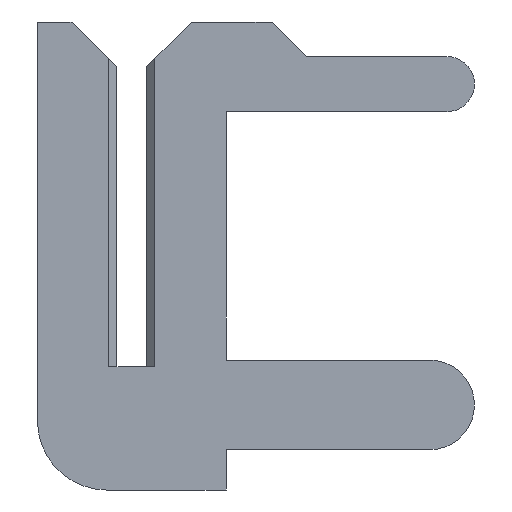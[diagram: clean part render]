
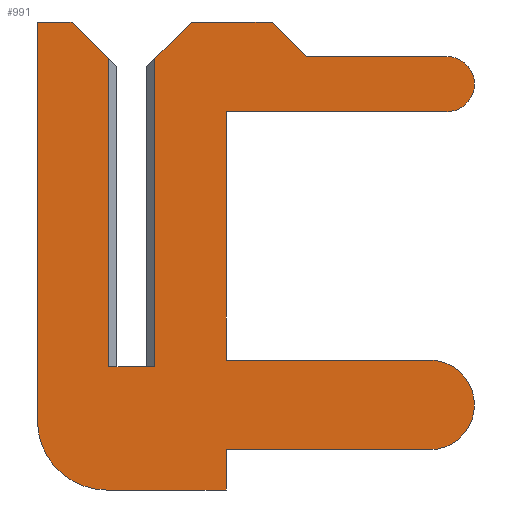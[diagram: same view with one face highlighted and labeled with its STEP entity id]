
A CAD part, left-side view. The second image highlights one B-rep face of the part: STEP entity #991.
In plain terms, the highlighted planar face has unit normal (-1, 0, 0).
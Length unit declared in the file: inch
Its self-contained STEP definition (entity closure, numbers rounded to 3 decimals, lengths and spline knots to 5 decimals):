
#2 = VECTOR ( 'NONE', #1241, 39.37008 ) ;
#8 = CARTESIAN_POINT ( 'NONE',  ( -0.01, 0.041, 0.15 ) ) ;
#9 = ORIENTED_EDGE ( 'NONE', *, *, #264, .F. ) ;
#19 = EDGE_CURVE ( 'NONE', #1434, #400, #1022, .T. ) ;
#29 = VERTEX_POINT ( 'NONE', #986 ) ;
#48 = VERTEX_POINT ( 'NONE', #66 ) ;
#49 = DIRECTION ( 'NONE',  ( 0., 0., -1. ) ) ;
#50 = EDGE_CURVE ( 'NONE', #48, #808, #629, .T. ) ;
#66 = CARTESIAN_POINT ( 'NONE',  ( -0.01, -0.041, -0.0535 ) ) ;
#70 = ORIENTED_EDGE ( 'NONE', *, *, #1365, .F. ) ;
#81 = EDGE_CURVE ( 'NONE', #578, #692, #259, .T. ) ;
#85 = ORIENTED_EDGE ( 'NONE', *, *, #436, .T. ) ;
#104 = CARTESIAN_POINT ( 'NONE',  ( -0.01, -0.01, 0.134 ) ) ;
#120 = CARTESIAN_POINT ( 'NONE',  ( -0.01, -0.026, 0.15 ) ) ;
#133 = DIRECTION ( 'NONE',  ( 0., 0., 1. ) ) ;
#139 = VERTEX_POINT ( 'NONE', #890 ) ;
#140 = CARTESIAN_POINT ( 'NONE',  ( -0.01, -0.137, 0.123 ) ) ;
#152 = ORIENTED_EDGE ( 'NONE', *, *, #499, .F. ) ;
#155 = DIRECTION ( 'NONE',  ( 1., 0., 0. ) ) ;
#157 = CARTESIAN_POINT ( 'NONE',  ( -0.01, 0.01, 0. ) ) ;
#161 = DIRECTION ( 'NONE',  ( 0., -0.707, -0.707 ) ) ;
#171 = CIRCLE ( 'NONE', #252, 0.012 ) ;
#175 = VERTEX_POINT ( 'NONE', #104 ) ;
#181 = LINE ( 'NONE', #686, #1355 ) ;
#183 = DIRECTION ( 'NONE',  ( 0., -1., 0. ) ) ;
#201 = CARTESIAN_POINT ( 'NONE',  ( -0.01, -0.137, 0.135 ) ) ;
#230 = CIRCLE ( 'NONE', #766, 0.03 ) ;
#234 = CARTESIAN_POINT ( 'NONE',  ( -0.01, -0.076, 0.135 ) ) ;
#250 = CARTESIAN_POINT ( 'NONE',  ( -0.01, 0.01, -0.0235 ) ) ;
#252 = AXIS2_PLACEMENT_3D ( 'NONE', #140, #155, #950 ) ;
#256 = CARTESIAN_POINT ( 'NONE',  ( -0.01, -0.041, -0.036 ) ) ;
#257 = VECTOR ( 'NONE', #470, 39.37008 ) ;
#258 = DIRECTION ( 'NONE',  ( -1., 0., 0. ) ) ;
#259 = LINE ( 'NONE', #1232, #882 ) ;
#264 = EDGE_CURVE ( 'NONE', #968, #578, #1258, .T. ) ;
#272 = ORIENTED_EDGE ( 'NONE', *, *, #19, .F. ) ;
#277 = VECTOR ( 'NONE', #1190, 39.37008 ) ;
#298 = LINE ( 'NONE', #1153, #682 ) ;
#308 = FACE_OUTER_BOUND ( 'NONE', #886, .T. ) ;
#309 = CARTESIAN_POINT ( 'NONE',  ( -0.01, -0.076, 0.135 ) ) ;
#319 = EDGE_CURVE ( 'NONE', #400, #1391, #1154, .T. ) ;
#359 = CARTESIAN_POINT ( 'NONE',  ( -0.01, 0.011, -0.0535 ) ) ;
#364 = CARTESIAN_POINT ( 'NONE',  ( -0.01, -0.041, -0.036 ) ) ;
#369 = ORIENTED_EDGE ( 'NONE', *, *, #1436, .F. ) ;
#394 = CARTESIAN_POINT ( 'NONE',  ( -0.01, 0.011, -0.0235 ) ) ;
#395 = ORIENTED_EDGE ( 'NONE', *, *, #81, .F. ) ;
#400 = VERTEX_POINT ( 'NONE', #924 ) ;
#411 = ORIENTED_EDGE ( 'NONE', *, *, #827, .F. ) ;
#412 = DIRECTION ( 'NONE',  ( 0., 0., 1. ) ) ;
#413 = EDGE_CURVE ( 'NONE', #175, #29, #1024, .T. ) ;
#422 = ORIENTED_EDGE ( 'NONE', *, *, #754, .F. ) ;
#426 = ORIENTED_EDGE ( 'NONE', *, *, #50, .F. ) ;
#436 = EDGE_CURVE ( 'NONE', #175, #623, #298, .T. ) ;
#447 = ORIENTED_EDGE ( 'NONE', *, *, #1112, .F. ) ;
#452 = ORIENTED_EDGE ( 'NONE', *, *, #319, .F. ) ;
#459 = DIRECTION ( 'NONE',  ( 0., 1., 0. ) ) ;
#465 = DIRECTION ( 'NONE',  ( 0., 0., -1. ) ) ;
#470 = DIRECTION ( 'NONE',  ( 0., -1., 0. ) ) ;
#497 = CARTESIAN_POINT ( 'NONE',  ( -0.01, -0.041, 0.111 ) ) ;
#499 = EDGE_CURVE ( 'NONE', #916, #721, #1114, .T. ) ;
#502 = CARTESIAN_POINT ( 'NONE',  ( -0.01, -0.1295, -0.0165 ) ) ;
#515 = VECTOR ( 'NONE', #693, 39.37008 ) ;
#521 = CARTESIAN_POINT ( 'NONE',  ( -0.01, 0.011, -0.0535 ) ) ;
#534 = EDGE_CURVE ( 'NONE', #1093, #1434, #953, .T. ) ;
#546 = ORIENTED_EDGE ( 'NONE', *, *, #413, .F. ) ;
#578 = VERTEX_POINT ( 'NONE', #309 ) ;
#582 = LINE ( 'NONE', #1019, #257 ) ;
#585 = VECTOR ( 'NONE', #1259, 39.37008 ) ;
#601 = VECTOR ( 'NONE', #161, 39.37008 ) ;
#616 = DIRECTION ( 'NONE',  ( 0., 0., 1. ) ) ;
#623 = VERTEX_POINT ( 'NONE', #993 ) ;
#629 = LINE ( 'NONE', #521, #1257 ) ;
#643 = AXIS2_PLACEMENT_3D ( 'NONE', #1152, #258, #1157 ) ;
#650 = VERTEX_POINT ( 'NONE', #1444 ) ;
#667 = VECTOR ( 'NONE', #183, 39.37008 ) ;
#682 = VECTOR ( 'NONE', #49, 39.37008 ) ;
#686 = CARTESIAN_POINT ( 'NONE',  ( -0.01, -0.041, -0.0535 ) ) ;
#689 = LINE ( 'NONE', #1031, #814 ) ;
#690 = CARTESIAN_POINT ( 'NONE',  ( -0.01, -0.0065, 0.1305 ) ) ;
#692 = VERTEX_POINT ( 'NONE', #201 ) ;
#693 = DIRECTION ( 'NONE',  ( 0., -1., 0. ) ) ;
#705 = PLANE ( 'NONE',  #643 ) ;
#709 = DIRECTION ( 'NONE',  ( 1., 0., 0. ) ) ;
#721 = VERTEX_POINT ( 'NONE', #8 ) ;
#737 = CARTESIAN_POINT ( 'NONE',  ( -0.01, 0.041, 0.15 ) ) ;
#754 = EDGE_CURVE ( 'NONE', #139, #1093, #1222, .T. ) ;
#766 = AXIS2_PLACEMENT_3D ( 'NONE', #394, #709, #1172 ) ;
#792 = CARTESIAN_POINT ( 'NONE',  ( -0.01, -0.061, 0.15 ) ) ;
#808 = VERTEX_POINT ( 'NONE', #359 ) ;
#810 = LINE ( 'NONE', #120, #2 ) ;
#814 = VECTOR ( 'NONE', #1386, 39.37008 ) ;
#819 = ORIENTED_EDGE ( 'NONE', *, *, #534, .F. ) ;
#827 = EDGE_CURVE ( 'NONE', #721, #1260, #582, .T. ) ;
#837 = ORIENTED_EDGE ( 'NONE', *, *, #1131, .T. ) ;
#839 = CARTESIAN_POINT ( 'NONE',  ( -0.01, -0.041, 0.003 ) ) ;
#882 = VECTOR ( 'NONE', #1330, 39.37008 ) ;
#886 = EDGE_LOOP ( 'NONE', ( #546, #85, #955, #837, #1270, #411, #152, #70, #426, #447, #1125, #452, #272, #819, #422, #369, #395, #9, #964 ) ) ;
#890 = CARTESIAN_POINT ( 'NONE',  ( -0.01, -0.137, 0.111 ) ) ;
#906 = CARTESIAN_POINT ( 'NONE',  ( -0.01, 0.0065, 0. ) ) ;
#915 = EDGE_CURVE ( 'NONE', #1391, #1307, #1228, .T. ) ;
#916 = VERTEX_POINT ( 'NONE', #1144 ) ;
#922 = DIRECTION ( 'NONE',  ( 0., 1., 0. ) ) ;
#924 = CARTESIAN_POINT ( 'NONE',  ( -0.01, -0.1295, 0.003 ) ) ;
#950 = DIRECTION ( 'NONE',  ( 0., 0., 1. ) ) ;
#953 = LINE ( 'NONE', #839, #277 ) ;
#955 = ORIENTED_EDGE ( 'NONE', *, *, #1220, .F. ) ;
#958 = EDGE_CURVE ( 'NONE', #1260, #650, #689, .T. ) ;
#964 = ORIENTED_EDGE ( 'NONE', *, *, #1142, .F. ) ;
#968 = VERTEX_POINT ( 'NONE', #792 ) ;
#974 = DIRECTION ( 'NONE',  ( 0., 1., 0. ) ) ;
#986 = CARTESIAN_POINT ( 'NONE',  ( -0.01, -0.026, 0.15 ) ) ;
#991 = ADVANCED_FACE ( 'NONE', ( #308 ), #705, .T. ) ;
#993 = CARTESIAN_POINT ( 'NONE',  ( -0.01, -0.01, 0. ) ) ;
#1019 = CARTESIAN_POINT ( 'NONE',  ( -0.01, 0.026, 0.15 ) ) ;
#1022 = LINE ( 'NONE', #1202, #667 ) ;
#1024 = LINE ( 'NONE', #690, #585 ) ;
#1031 = CARTESIAN_POINT ( 'NONE',  ( -0.01, 0.0065, 0.1305 ) ) ;
#1081 = VECTOR ( 'NONE', #459, 39.37008 ) ;
#1091 = VERTEX_POINT ( 'NONE', #157 ) ;
#1093 = VERTEX_POINT ( 'NONE', #497 ) ;
#1112 = EDGE_CURVE ( 'NONE', #1307, #48, #181, .T. ) ;
#1114 = LINE ( 'NONE', #737, #1447 ) ;
#1125 = ORIENTED_EDGE ( 'NONE', *, *, #915, .F. ) ;
#1127 = CARTESIAN_POINT ( 'NONE',  ( -0.01, -0.041, 0.111 ) ) ;
#1131 = EDGE_CURVE ( 'NONE', #1091, #650, #1402, .T. ) ;
#1142 = EDGE_CURVE ( 'NONE', #29, #968, #810, .T. ) ;
#1144 = CARTESIAN_POINT ( 'NONE',  ( -0.01, 0.041, -0.0235 ) ) ;
#1152 = CARTESIAN_POINT ( 'NONE',  ( -0.01, 0.011, -0.0235 ) ) ;
#1153 = CARTESIAN_POINT ( 'NONE',  ( -0.01, -0.01, 0.15 ) ) ;
#1154 = CIRCLE ( 'NONE', #1379, 0.0195 ) ;
#1157 = DIRECTION ( 'NONE',  ( 0., 0., 1. ) ) ;
#1172 = DIRECTION ( 'NONE',  ( 0., 0., 1. ) ) ;
#1190 = DIRECTION ( 'NONE',  ( 0., 0., -1. ) ) ;
#1202 = CARTESIAN_POINT ( 'NONE',  ( -0.01, -0.1295, 0.003 ) ) ;
#1220 = EDGE_CURVE ( 'NONE', #1091, #623, #1423, .T. ) ;
#1222 = LINE ( 'NONE', #1127, #1081 ) ;
#1228 = LINE ( 'NONE', #364, #1263 ) ;
#1232 = CARTESIAN_POINT ( 'NONE',  ( -0.01, -0.137, 0.135 ) ) ;
#1241 = DIRECTION ( 'NONE',  ( 0., -1., 0. ) ) ;
#1257 = VECTOR ( 'NONE', #974, 39.37008 ) ;
#1258 = LINE ( 'NONE', #234, #601 ) ;
#1259 = DIRECTION ( 'NONE',  ( 0., -0.707, 0.707 ) ) ;
#1260 = VERTEX_POINT ( 'NONE', #1378 ) ;
#1263 = VECTOR ( 'NONE', #922, 39.37008 ) ;
#1270 = ORIENTED_EDGE ( 'NONE', *, *, #958, .F. ) ;
#1291 = CARTESIAN_POINT ( 'NONE',  ( -0.01, -0.1295, -0.036 ) ) ;
#1307 = VERTEX_POINT ( 'NONE', #256 ) ;
#1330 = DIRECTION ( 'NONE',  ( 0., -1., 0. ) ) ;
#1355 = VECTOR ( 'NONE', #465, 39.37008 ) ;
#1365 = EDGE_CURVE ( 'NONE', #808, #916, #230, .T. ) ;
#1376 = VECTOR ( 'NONE', #133, 39.37008 ) ;
#1378 = CARTESIAN_POINT ( 'NONE',  ( -0.01, 0.026, 0.15 ) ) ;
#1379 = AXIS2_PLACEMENT_3D ( 'NONE', #502, #1405, #616 ) ;
#1386 = DIRECTION ( 'NONE',  ( 0., -0.707, -0.707 ) ) ;
#1391 = VERTEX_POINT ( 'NONE', #1291 ) ;
#1399 = CARTESIAN_POINT ( 'NONE',  ( -0.01, -0.041, 0.003 ) ) ;
#1402 = LINE ( 'NONE', #250, #1376 ) ;
#1405 = DIRECTION ( 'NONE',  ( 1., 0., 0. ) ) ;
#1423 = LINE ( 'NONE', #906, #515 ) ;
#1434 = VERTEX_POINT ( 'NONE', #1399 ) ;
#1436 = EDGE_CURVE ( 'NONE', #692, #139, #171, .T. ) ;
#1444 = CARTESIAN_POINT ( 'NONE',  ( -0.01, 0.01, 0.134 ) ) ;
#1447 = VECTOR ( 'NONE', #412, 39.37008 ) ;
